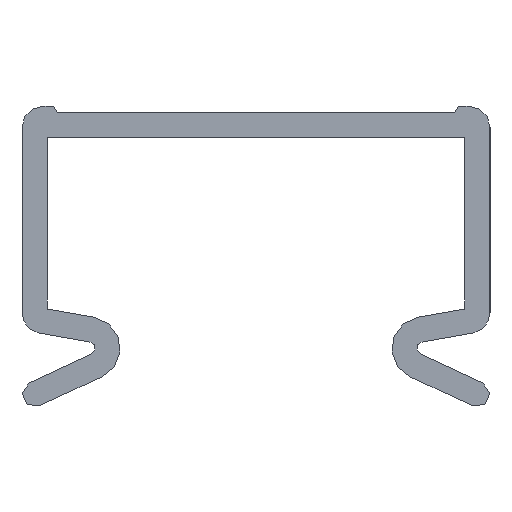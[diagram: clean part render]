
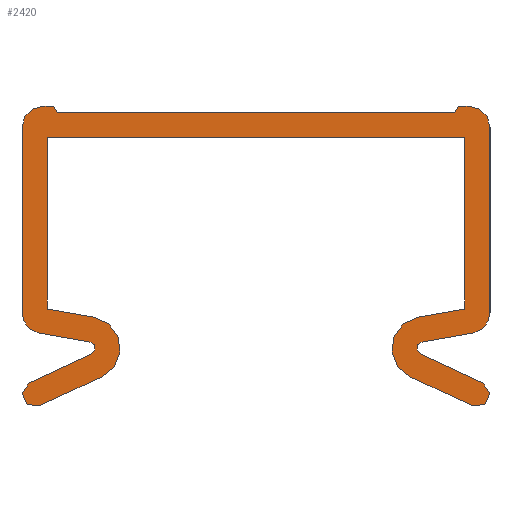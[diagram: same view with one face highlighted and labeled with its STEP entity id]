
A CAD part, left-side view. The second image highlights one B-rep face of the part: STEP entity #2420.
In plain terms, the highlighted face is planar.
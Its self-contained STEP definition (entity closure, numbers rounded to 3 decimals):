
#10=CARTESIAN_POINT('',(0.,0.,0.));
#20=DIRECTION('',(0.,0.,1.));
#30=DIRECTION('',(1.,0.,0.));
#40=AXIS2_PLACEMENT_3D('',#10,#20,#30);
#50=PLANE('',#40);
#60=CARTESIAN_POINT('',(42.03,76.234,0.));
#70=DIRECTION('',(0.,0.,1.));
#80=DIRECTION('',(1.,0.,0.));
#90=AXIS2_PLACEMENT_3D('',#60,#70,#80);
#100=CIRCLE('',#90,1.);
#110=CARTESIAN_POINT('',(42.03,77.234,0.));
#120=VERTEX_POINT('',#110);
#130=CARTESIAN_POINT('',(41.03,76.234,0.));
#140=VERTEX_POINT('',#130);
#150=EDGE_CURVE('',#120,#140,#100,.T.);
#160=ORIENTED_EDGE('',*,*,#150,.T.);
#170=CARTESIAN_POINT('',(42.53,77.234,0.));
#180=DIRECTION('',(-1.,0.,0.));
#190=VECTOR('',#180,0.5);
#200=LINE('',#170,#190);
#210=CARTESIAN_POINT('',(42.53,77.234,0.));
#220=VERTEX_POINT('',#210);
#230=EDGE_CURVE('',#220,#120,#200,.T.);
#240=ORIENTED_EDGE('',*,*,#230,.T.);
#250=CARTESIAN_POINT('',(42.74,76.934,0.));
#260=DIRECTION('',(-0.574,0.819,0.));
#270=VECTOR('',#260,0.5);
#280=LINE('',#250,#270);
#290=CARTESIAN_POINT('',(42.74,76.934,0.));
#300=VERTEX_POINT('',#290);
#310=EDGE_CURVE('',#300,#220,#280,.T.);
#320=ORIENTED_EDGE('',*,*,#310,.T.);
#330=CARTESIAN_POINT('',(61.72,76.934,0.));
#340=DIRECTION('',(-1.,0.,0.));
#350=VECTOR('',#340,0.5);
#360=LINE('',#330,#350);
#370=CARTESIAN_POINT('',(61.72,76.934,0.));
#380=VERTEX_POINT('',#370);
#390=EDGE_CURVE('',#380,#300,#360,.T.);
#400=ORIENTED_EDGE('',*,*,#390,.T.);
#410=CARTESIAN_POINT('',(61.93,77.234,0.));
#420=DIRECTION('',(-0.574,-0.819,0.));
#430=VECTOR('',#420,0.5);
#440=LINE('',#410,#430);
#450=CARTESIAN_POINT('',(61.93,77.234,0.));
#460=VERTEX_POINT('',#450);
#470=EDGE_CURVE('',#460,#380,#440,.T.);
#480=ORIENTED_EDGE('',*,*,#470,.T.);
#490=CARTESIAN_POINT('',(62.43,77.234,0.));
#500=DIRECTION('',(-1.,0.,0.));
#510=VECTOR('',#500,0.5);
#520=LINE('',#490,#510);
#530=CARTESIAN_POINT('',(62.43,77.234,0.));
#540=VERTEX_POINT('',#530);
#550=EDGE_CURVE('',#540,#460,#520,.T.);
#560=ORIENTED_EDGE('',*,*,#550,.T.);
#570=CARTESIAN_POINT('',(62.43,76.234,0.));
#580=DIRECTION('',(0.,0.,1.));
#590=DIRECTION('',(1.,0.,0.));
#600=AXIS2_PLACEMENT_3D('',#570,#580,#590);
#610=CIRCLE('',#600,1.);
#620=CARTESIAN_POINT('',(63.43,76.234,0.));
#630=VERTEX_POINT('',#620);
#640=EDGE_CURVE('',#630,#540,#610,.T.);
#650=ORIENTED_EDGE('',*,*,#640,.T.);
#660=CARTESIAN_POINT('',(63.43,67.366,0.));
#670=DIRECTION('',(0.,1.,0.));
#680=VECTOR('',#670,0.5);
#690=LINE('',#660,#680);
#700=CARTESIAN_POINT('',(63.43,67.366,0.));
#710=VERTEX_POINT('',#700);
#720=EDGE_CURVE('',#710,#630,#690,.T.);
#730=ORIENTED_EDGE('',*,*,#720,.T.);
#740=CARTESIAN_POINT('',(62.43,67.366,0.));
#750=DIRECTION('',(0.,0.,1.));
#760=DIRECTION('',(1.,0.,0.));
#770=AXIS2_PLACEMENT_3D('',#740,#750,#760);
#780=CIRCLE('',#770,1.);
#790=CARTESIAN_POINT('',(62.604,66.382,0.));
#800=VERTEX_POINT('',#790);
#810=EDGE_CURVE('',#800,#710,#780,.T.);
#820=ORIENTED_EDGE('',*,*,#810,.T.);
#830=CARTESIAN_POINT('',(60.178,65.954,0.));
#840=DIRECTION('',(0.985,0.174,0.));
#850=VECTOR('',#840,0.5);
#860=LINE('',#830,#850);
#870=CARTESIAN_POINT('',(60.178,65.954,0.));
#880=VERTEX_POINT('',#870);
#890=EDGE_CURVE('',#880,#800,#860,.T.);
#900=ORIENTED_EDGE('',*,*,#890,.T.);
#910=CARTESIAN_POINT('',(60.23,65.659,0.));
#920=DIRECTION('',(0.,0.,1.));
#930=DIRECTION('',(1.,0.,0.));
#940=AXIS2_PLACEMENT_3D('',#910,#920,#930);
#950=CIRCLE('',#940,0.3);
#960=CARTESIAN_POINT('',(60.103,65.387,0.));
#970=VERTEX_POINT('',#960);
#980=EDGE_CURVE('',#880,#970,#950,.T.);
#990=ORIENTED_EDGE('',*,*,#980,.F.);
#1000=CARTESIAN_POINT('',(63.084,63.997,0.));
#1010=DIRECTION('',(-0.906,0.423,0.));
#1020=VECTOR('',#1010,0.5);
#1030=LINE('',#1000,#1020);
#1040=CARTESIAN_POINT('',(63.084,63.997,0.));
#1050=VERTEX_POINT('',#1040);
#1060=EDGE_CURVE('',#1050,#970,#1030,.T.);
#1070=ORIENTED_EDGE('',*,*,#1060,.T.);
#1080=CARTESIAN_POINT('',(62.83,63.453,0.));
#1090=DIRECTION('',(0.,0.,1.));
#1100=DIRECTION('',(1.,0.,0.));
#1110=AXIS2_PLACEMENT_3D('',#1080,#1090,#1100);
#1120=CIRCLE('',#1110,0.6);
#1130=CARTESIAN_POINT('',(62.577,62.909,0.));
#1140=VERTEX_POINT('',#1130);
#1150=EDGE_CURVE('',#1140,#1050,#1120,.T.);
#1160=ORIENTED_EDGE('',*,*,#1150,.T.);
#1170=CARTESIAN_POINT('',(59.596,64.299,0.));
#1180=DIRECTION('',(0.906,-0.423,0.));
#1190=VECTOR('',#1180,0.5);
#1200=LINE('',#1170,#1190);
#1210=CARTESIAN_POINT('',(59.596,64.299,0.));
#1220=VERTEX_POINT('',#1210);
#1230=EDGE_CURVE('',#1220,#1140,#1200,.T.);
#1240=ORIENTED_EDGE('',*,*,#1230,.T.);
#1250=CARTESIAN_POINT('',(60.23,65.659,0.));
#1260=DIRECTION('',(0.,0.,1.));
#1270=DIRECTION('',(1.,0.,0.));
#1280=AXIS2_PLACEMENT_3D('',#1250,#1260,#1270);
#1290=CIRCLE('',#1280,1.5);
#1300=CARTESIAN_POINT('',(59.97,67.136,0.));
#1310=VERTEX_POINT('',#1300);
#1320=EDGE_CURVE('',#1310,#1220,#1290,.T.);
#1330=ORIENTED_EDGE('',*,*,#1320,.T.);
#1340=CARTESIAN_POINT('',(61.982,67.491,0.));
#1350=DIRECTION('',(-0.985,-0.174,0.));
#1360=VECTOR('',#1350,0.5);
#1370=LINE('',#1340,#1360);
#1380=CARTESIAN_POINT('',(62.23,67.534,0.));
#1390=VERTEX_POINT('',#1380);
#1400=EDGE_CURVE('',#1390,#1310,#1370,.T.);
#1410=ORIENTED_EDGE('',*,*,#1400,.T.);
#1420=CARTESIAN_POINT('',(62.23,75.434,0.));
#1430=DIRECTION('',(0.,-1.,0.));
#1440=VECTOR('',#1430,0.5);
#1450=LINE('',#1420,#1440);
#1460=CARTESIAN_POINT('',(62.23,75.734,0.));
#1470=VERTEX_POINT('',#1460);
#1480=EDGE_CURVE('',#1470,#1390,#1450,.T.);
#1490=ORIENTED_EDGE('',*,*,#1480,.T.);
#1500=CARTESIAN_POINT('',(42.53,75.734,0.));
#1510=DIRECTION('',(1.,0.,0.));
#1520=VECTOR('',#1510,0.5);
#1530=LINE('',#1500,#1520);
#1540=CARTESIAN_POINT('',(42.23,75.734,0.));
#1550=VERTEX_POINT('',#1540);
#1560=EDGE_CURVE('',#1550,#1470,#1530,.T.);
#1570=ORIENTED_EDGE('',*,*,#1560,.T.);
#1580=CARTESIAN_POINT('',(42.23,67.786,0.));
#1590=DIRECTION('',(0.,1.,0.));
#1600=VECTOR('',#1590,0.5);
#1610=LINE('',#1580,#1600);
#1620=CARTESIAN_POINT('',(42.23,67.534,0.));
#1630=VERTEX_POINT('',#1620);
#1640=EDGE_CURVE('',#1630,#1550,#1610,.T.);
#1650=ORIENTED_EDGE('',*,*,#1640,.T.);
#1660=CARTESIAN_POINT('',(44.491,67.136,0.));
#1670=DIRECTION('',(-0.985,0.174,0.));
#1680=VECTOR('',#1670,0.5);
#1690=LINE('',#1660,#1680);
#1700=CARTESIAN_POINT('',(44.491,67.136,0.));
#1710=VERTEX_POINT('',#1700);
#1720=EDGE_CURVE('',#1710,#1630,#1690,.T.);
#1730=ORIENTED_EDGE('',*,*,#1720,.T.);
#1740=CARTESIAN_POINT('',(44.23,65.659,0.));
#1750=DIRECTION('',(0.,0.,1.));
#1760=DIRECTION('',(1.,0.,0.));
#1770=AXIS2_PLACEMENT_3D('',#1740,#1750,#1760);
#1780=CIRCLE('',#1770,1.5);
#1790=CARTESIAN_POINT('',(44.864,64.299,0.));
#1800=VERTEX_POINT('',#1790);
#1810=EDGE_CURVE('',#1800,#1710,#1780,.T.);
#1820=ORIENTED_EDGE('',*,*,#1810,.T.);
#1830=CARTESIAN_POINT('',(41.884,62.909,0.));
#1840=DIRECTION('',(0.906,0.423,0.));
#1850=VECTOR('',#1840,0.5);
#1860=LINE('',#1830,#1850);
#1870=CARTESIAN_POINT('',(41.884,62.909,0.));
#1880=VERTEX_POINT('',#1870);
#1890=EDGE_CURVE('',#1880,#1800,#1860,.T.);
#1900=ORIENTED_EDGE('',*,*,#1890,.T.);
#1910=CARTESIAN_POINT('',(41.63,63.453,0.));
#1920=DIRECTION('',(0.,0.,1.));
#1930=DIRECTION('',(1.,0.,0.));
#1940=AXIS2_PLACEMENT_3D('',#1910,#1920,#1930);
#1950=CIRCLE('',#1940,0.6);
#1960=CARTESIAN_POINT('',(41.377,63.997,0.));
#1970=VERTEX_POINT('',#1960);
#1980=EDGE_CURVE('',#1970,#1880,#1950,.T.);
#1990=ORIENTED_EDGE('',*,*,#1980,.T.);
#2000=CARTESIAN_POINT('',(44.357,65.387,0.));
#2010=DIRECTION('',(-0.906,-0.423,0.));
#2020=VECTOR('',#2010,0.5);
#2030=LINE('',#2000,#2020);
#2040=CARTESIAN_POINT('',(44.357,65.387,0.));
#2050=VERTEX_POINT('',#2040);
#2060=EDGE_CURVE('',#2050,#1970,#2030,.T.);
#2070=ORIENTED_EDGE('',*,*,#2060,.T.);
#2080=CARTESIAN_POINT('',(44.23,65.659,0.));
#2090=DIRECTION('',(0.,0.,1.));
#2100=DIRECTION('',(1.,0.,0.));
#2110=AXIS2_PLACEMENT_3D('',#2080,#2090,#2100);
#2120=CIRCLE('',#2110,0.3);
#2130=CARTESIAN_POINT('',(44.282,65.954,0.));
#2140=VERTEX_POINT('',#2130);
#2150=EDGE_CURVE('',#2050,#2140,#2120,.T.);
#2160=ORIENTED_EDGE('',*,*,#2150,.F.);
#2170=CARTESIAN_POINT('',(41.856,66.382,0.));
#2180=DIRECTION('',(0.985,-0.174,0.));
#2190=VECTOR('',#2180,0.5);
#2200=LINE('',#2170,#2190);
#2210=CARTESIAN_POINT('',(41.856,66.382,0.));
#2220=VERTEX_POINT('',#2210);
#2230=EDGE_CURVE('',#2220,#2140,#2200,.T.);
#2240=ORIENTED_EDGE('',*,*,#2230,.T.);
#2250=CARTESIAN_POINT('',(42.03,67.366,0.));
#2260=DIRECTION('',(0.,0.,1.));
#2270=DIRECTION('',(1.,0.,0.));
#2280=AXIS2_PLACEMENT_3D('',#2250,#2260,#2270);
#2290=CIRCLE('',#2280,1.);
#2300=CARTESIAN_POINT('',(41.03,67.366,0.));
#2310=VERTEX_POINT('',#2300);
#2320=EDGE_CURVE('',#2310,#2220,#2290,.T.);
#2330=ORIENTED_EDGE('',*,*,#2320,.T.);
#2340=CARTESIAN_POINT('',(41.03,67.366,0.));
#2350=DIRECTION('',(0.,1.,0.));
#2360=VECTOR('',#2350,0.5);
#2370=LINE('',#2340,#2360);
#2380=EDGE_CURVE('',#2310,#140,#2370,.T.);
#2390=ORIENTED_EDGE('',*,*,#2380,.F.);
#2400=EDGE_LOOP('',(#2390,#2330,#2240,#2160,#2070,#1990,#1900,#1820,
#1730,#1650,#1570,#1490,#1410,#1330,#1240,#1160,#1070,#990,#900,#820,
#730,#650,#560,#480,#400,#320,#240,#160));
#2410=FACE_OUTER_BOUND('',#2400,.T.);
#2420=ADVANCED_FACE('',(#2410),#50,.T.);
